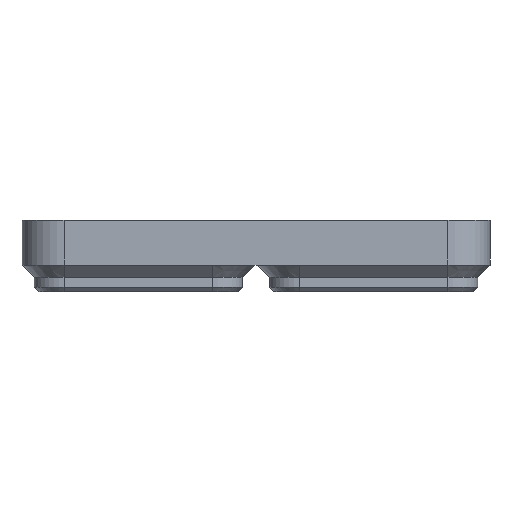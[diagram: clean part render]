
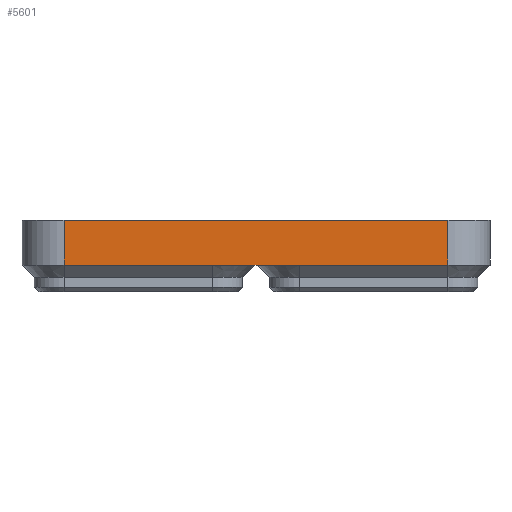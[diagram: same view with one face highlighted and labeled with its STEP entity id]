
A CAD part, front view. The second image highlights one B-rep face of the part: STEP entity #5601.
In plain terms, the highlighted planar face has unit normal (0, -1, 0).
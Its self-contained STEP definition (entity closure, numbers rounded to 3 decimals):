
#234=LINE('',#8587,#838);
#271=LINE('',#8700,#875);
#272=LINE('',#8706,#876);
#273=LINE('',#8709,#877);
#274=LINE('',#8710,#878);
#275=LINE('',#8711,#879);
#838=VECTOR('',#6721,1000.);
#875=VECTOR('',#6816,1000.);
#876=VECTOR('',#6823,1000.);
#877=VECTOR('',#6824,1000.);
#878=VECTOR('',#6825,1000.);
#879=VECTOR('',#6826,1000.);
#1562=ORIENTED_EDGE('',*,*,#3246,.T.);
#1563=ORIENTED_EDGE('',*,*,#3247,.T.);
#1564=ORIENTED_EDGE('',*,*,#3243,.F.);
#1565=ORIENTED_EDGE('',*,*,#3248,.F.);
#1566=ORIENTED_EDGE('',*,*,#3184,.F.);
#1567=ORIENTED_EDGE('',*,*,#3249,.F.);
#3184=EDGE_CURVE('',#4032,#4033,#234,.T.);
#3243=EDGE_CURVE('',#4080,#4081,#271,.T.);
#3246=EDGE_CURVE('',#4082,#4083,#272,.T.);
#3247=EDGE_CURVE('',#4083,#4081,#273,.T.);
#3248=EDGE_CURVE('',#4033,#4080,#274,.T.);
#3249=EDGE_CURVE('',#4082,#4032,#275,.T.);
#4032=VERTEX_POINT('',#8586);
#4033=VERTEX_POINT('',#8588);
#4080=VERTEX_POINT('',#8701);
#4081=VERTEX_POINT('',#8702);
#4082=VERTEX_POINT('',#8707);
#4083=VERTEX_POINT('',#8708);
#4682=EDGE_LOOP('',(#1562,#1563,#1564,#1565,#1566,#1567));
#5048=FACE_BOUND('',#4682,.T.);
#5410=PLANE('',#6048);
#5601=ADVANCED_FACE('',(#5048),#5410,.F.);
#6048=AXIS2_PLACEMENT_3D('',#8705,#6821,#6822);
#6721=DIRECTION('',(-1.,0.,0.));
#6816=DIRECTION('',(0.,0.,1.));
#6821=DIRECTION('',(0.,1.,0.));
#6822=DIRECTION('',(0.,0.,1.));
#6823=DIRECTION('',(0.,0.,1.));
#6824=DIRECTION('',(-1.,0.,0.));
#6825=DIRECTION('',(-1.,0.,0.));
#6826=DIRECTION('',(-1.,0.,0.));
#8586=CARTESIAN_POINT('',(7.75,-83.75,-1.));
#8587=CARTESIAN_POINT('',(0.,-83.75,-1.));
#8588=CARTESIAN_POINT('',(-7.75,-83.75,-1.));
#8700=CARTESIAN_POINT('',(-34.25,-83.75,-1.));
#8701=CARTESIAN_POINT('',(-34.25,-83.75,-1.));
#8702=CARTESIAN_POINT('',(-34.25,-83.75,7.));
#8705=CARTESIAN_POINT('',(0.,-83.75,-1.));
#8706=CARTESIAN_POINT('',(34.25,-83.75,-1.));
#8707=CARTESIAN_POINT('',(34.25,-83.75,-1.));
#8708=CARTESIAN_POINT('',(34.25,-83.75,7.));
#8709=CARTESIAN_POINT('',(0.,-83.75,7.));
#8710=CARTESIAN_POINT('',(0.,-83.75,-1.));
#8711=CARTESIAN_POINT('',(0.,-83.75,-1.));
